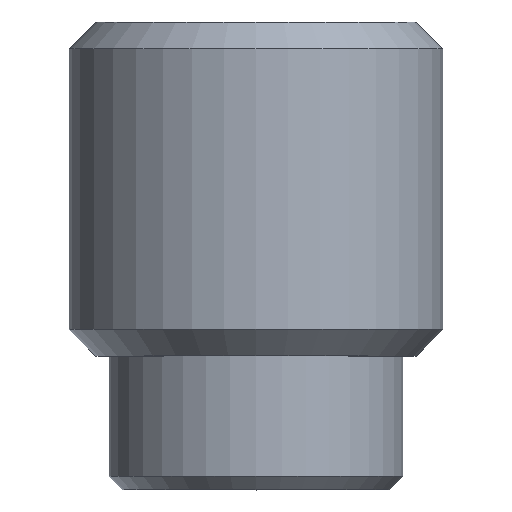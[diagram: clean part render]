
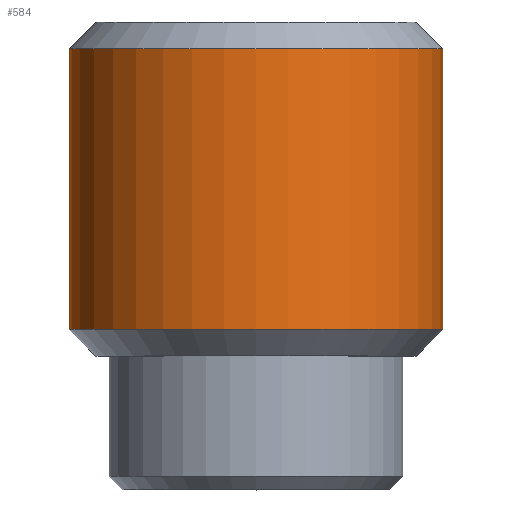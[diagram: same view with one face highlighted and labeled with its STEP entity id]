
A CAD part, top view. The second image highlights one B-rep face of the part: STEP entity #584.
In plain terms, the highlighted cylindrical face has radius 3.556 mm (diameter 7.112 mm), a partial arc.
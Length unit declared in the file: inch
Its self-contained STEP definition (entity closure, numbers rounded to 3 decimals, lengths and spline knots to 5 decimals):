
#257 = CIRCLE ( 'NONE', #290, 0.14 ) ;
#290 = AXIS2_PLACEMENT_3D ( 'NONE', #6888, #6886, #6885 ) ;
#545 = EDGE_CURVE ( 'NONE', #1564, #1479, #7159, .T. ) ;
#584 = ADVANCED_FACE ( 'NONE', ( #7220 ), #7219, .T. ) ;
#605 = EDGE_CURVE ( 'NONE', #1557, #1485, #7294, .T. ) ;
#631 = EDGE_CURVE ( 'NONE', #1479, #1485, #257, .T. ) ;
#689 = EDGE_CURVE ( 'NONE', #1564, #1557, #1159, .T. ) ;
#1159 = CIRCLE ( 'NONE', #1166, 0.14 ) ;
#1166 = AXIS2_PLACEMENT_3D ( 'NONE', #4057, #4056, #4055 ) ;
#1454 = VECTOR ( 'NONE', #4972, 39.37008 ) ;
#1479 = VERTEX_POINT ( 'NONE', #5945 ) ;
#1485 = VERTEX_POINT ( 'NONE', #5949 ) ;
#1557 = VERTEX_POINT ( 'NONE', #6007 ) ;
#1564 = VERTEX_POINT ( 'NONE', #6011 ) ;
#1783 = EDGE_LOOP ( 'NONE', ( #2732, #2574, #2562, #2631 ) ) ;
#2562 = ORIENTED_EDGE ( 'NONE', *, *, #631, .F. ) ;
#2574 = ORIENTED_EDGE ( 'NONE', *, *, #605, .T. ) ;
#2631 = ORIENTED_EDGE ( 'NONE', *, *, #545, .F. ) ;
#2732 = ORIENTED_EDGE ( 'NONE', *, *, #689, .T. ) ;
#2852 = AXIS2_PLACEMENT_3D ( 'NONE', #5241, #5238, #5244 ) ;
#3593 = VECTOR ( 'NONE', #3819, 39.37008 ) ;
#3819 = DIRECTION ( 'NONE',  ( 0., 1., 0. ) ) ;
#3821 = CARTESIAN_POINT ( 'NONE',  ( -0.58468, 0.2191, 0.20512 ) ) ;
#4055 = DIRECTION ( 'NONE',  ( -1., 0., 0. ) ) ;
#4056 = DIRECTION ( 'NONE',  ( 0., 1., 0. ) ) ;
#4057 = CARTESIAN_POINT ( 'NONE',  ( -0.44468, -0.0109, 0.20512 ) ) ;
#4972 = DIRECTION ( 'NONE',  ( 0., 1., 0. ) ) ;
#4973 = CARTESIAN_POINT ( 'NONE',  ( -0.30468, 0.2191, 0.20512 ) ) ;
#5238 = DIRECTION ( 'NONE',  ( 0., 1., 0. ) ) ;
#5241 = CARTESIAN_POINT ( 'NONE',  ( -0.44468, 0.2191, 0.20512 ) ) ;
#5244 = DIRECTION ( 'NONE',  ( -1., 0., 0. ) ) ;
#5945 = CARTESIAN_POINT ( 'NONE',  ( -0.58468, 0.1991, 0.20512 ) ) ;
#5949 = CARTESIAN_POINT ( 'NONE',  ( -0.30468, 0.1991, 0.20512 ) ) ;
#6007 = CARTESIAN_POINT ( 'NONE',  ( -0.30468, -0.0109, 0.20512 ) ) ;
#6011 = CARTESIAN_POINT ( 'NONE',  ( -0.58468, -0.0109, 0.20512 ) ) ;
#6885 = DIRECTION ( 'NONE',  ( -1., 0., 0. ) ) ;
#6886 = DIRECTION ( 'NONE',  ( 0., 1., 0. ) ) ;
#6888 = CARTESIAN_POINT ( 'NONE',  ( -0.44468, 0.1991, 0.20512 ) ) ;
#7159 = LINE ( 'NONE', #3821, #3593 ) ;
#7219 = CYLINDRICAL_SURFACE ( 'NONE', #2852, 0.14 ) ;
#7220 = FACE_OUTER_BOUND ( 'NONE', #1783, .T. ) ;
#7294 = LINE ( 'NONE', #4973, #1454 ) ;
